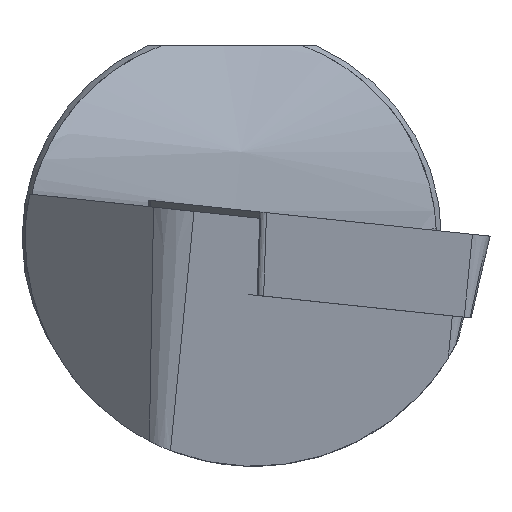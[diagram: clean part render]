
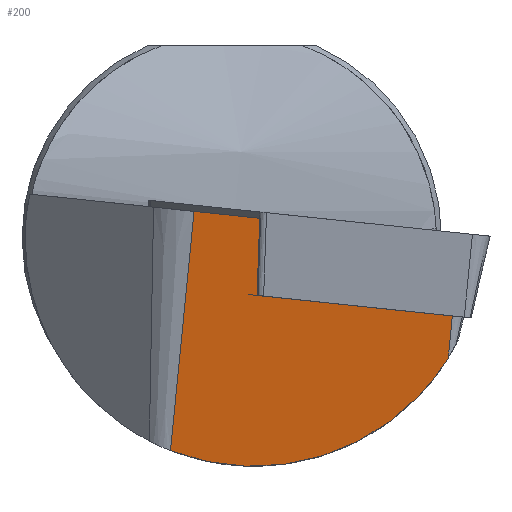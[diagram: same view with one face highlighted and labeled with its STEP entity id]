
A CAD part, left-side view. The second image highlights one B-rep face of the part: STEP entity #200.
In plain terms, the highlighted planar face has unit normal (-0.991, 0.064, -0.116).
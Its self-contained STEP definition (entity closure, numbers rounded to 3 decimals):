
#158=ELLIPSE('',#757,10.997,10.9);
#200=ADVANCED_FACE('',(#254),#232,.T.);
#232=PLANE('',#758);
#254=FACE_OUTER_BOUND('',#289,.T.);
#289=EDGE_LOOP('',(#367,#368,#369,#370,#371,#372));
#367=ORIENTED_EDGE('',*,*,#585,.F.);
#368=ORIENTED_EDGE('',*,*,#586,.T.);
#369=ORIENTED_EDGE('',*,*,#587,.T.);
#370=ORIENTED_EDGE('',*,*,#588,.T.);
#371=ORIENTED_EDGE('',*,*,#589,.F.);
#372=ORIENTED_EDGE('',*,*,#590,.F.);
#517=VERTEX_POINT('',#1030);
#518=VERTEX_POINT('',#1031);
#519=VERTEX_POINT('',#1033);
#520=VERTEX_POINT('',#1035);
#521=VERTEX_POINT('',#1037);
#522=VERTEX_POINT('',#1039);
#585=EDGE_CURVE('',#517,#518,#667,.T.);
#586=EDGE_CURVE('',#517,#519,#668,.T.);
#587=EDGE_CURVE('',#519,#520,#669,.T.);
#588=EDGE_CURVE('',#520,#521,#158,.T.);
#589=EDGE_CURVE('',#522,#521,#670,.T.);
#590=EDGE_CURVE('',#518,#522,#671,.T.);
#667=LINE('',#1029,#711);
#668=LINE('',#1032,#712);
#669=LINE('',#1034,#713);
#670=LINE('',#1038,#714);
#671=LINE('',#1040,#715);
#711=VECTOR('',#860,1.);
#712=VECTOR('',#861,1.);
#713=VECTOR('',#862,1.);
#714=VECTOR('',#865,1.);
#715=VECTOR('',#866,1.);
#757=AXIS2_PLACEMENT_3D('',#1036,#863,#864);
#758=AXIS2_PLACEMENT_3D('',#1041,#867,#868);
#860=DIRECTION('',(0.118,0.034,-0.992));
#861=DIRECTION('',(0.052,0.993,0.104));
#862=DIRECTION('',(0.122,0.097,-0.988));
#863=DIRECTION('',(-0.991,0.064,-0.116));
#864=DIRECTION('',(0.132,0.48,-0.867));
#865=DIRECTION('',(0.122,0.097,-0.988));
#866=DIRECTION('',(-0.052,-0.993,-0.104));
#867=DIRECTION('',(-0.991,0.064,-0.116));
#868=DIRECTION('',(-0.116,0.,0.993));
#1029=CARTESIAN_POINT('',(0.78,-1.366,0.618));
#1030=CARTESIAN_POINT('',(0.745,-1.377,0.92));
#1031=CARTESIAN_POINT('',(1.182,-1.249,-2.757));
#1032=CARTESIAN_POINT('',(0.786,-0.592,1.002));
#1033=CARTESIAN_POINT('',(0.911,1.798,1.254));
#1034=CARTESIAN_POINT('',(0.874,1.768,1.552));
#1035=CARTESIAN_POINT('',(2.316,2.923,-10.15));
#1036=CARTESIAN_POINT('',(0.873,-1.05,0.));
#1037=CARTESIAN_POINT('',(0.944,-10.319,-5.735));
#1038=CARTESIAN_POINT('',(0.21,-10.907,0.22));
#1039=CARTESIAN_POINT('',(0.697,-10.517,-3.731));
#1040=CARTESIAN_POINT('',(0.697,-10.517,-3.731));
#1041=CARTESIAN_POINT('',(0.21,-10.907,0.22));
